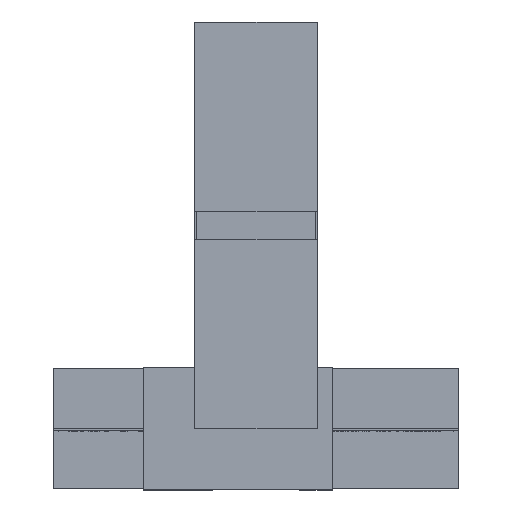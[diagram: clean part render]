
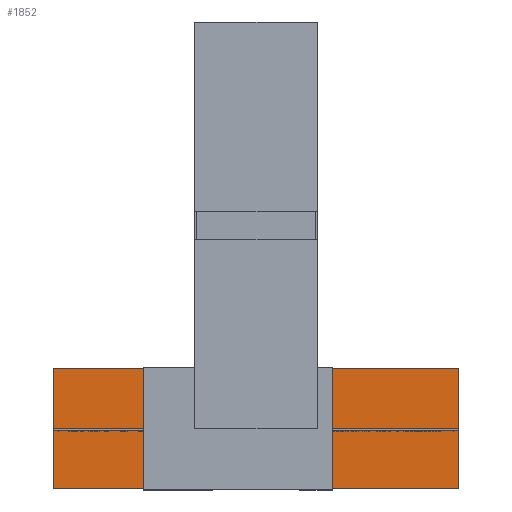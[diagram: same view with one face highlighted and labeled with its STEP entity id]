
A CAD part, top view. The second image highlights one B-rep face of the part: STEP entity #1852.
In plain terms, the highlighted planar face has unit normal (0, 0, 1).
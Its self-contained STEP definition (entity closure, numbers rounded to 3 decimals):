
#1852 = ADVANCED_FACE( '', ( #4854 ), #4855, .T. );
#4854 = FACE_OUTER_BOUND( '', #8148, .T. );
#4855 = PLANE( '', #8149 );
#8148 = EDGE_LOOP( '', ( #21443, #21444, #21445, #21446 ) );
#8149 = AXIS2_PLACEMENT_3D( '', #21447, #21448, #21449 );
#21443 = ORIENTED_EDGE( '', *, *, #25248, .T. );
#21444 = ORIENTED_EDGE( '', *, *, #25250, .T. );
#21445 = ORIENTED_EDGE( '', *, *, #25251, .T. );
#21446 = ORIENTED_EDGE( '', *, *, #25252, .T. );
#21447 = CARTESIAN_POINT( '', ( -99.5, -29.5, 4. ) );
#21448 = DIRECTION( '', ( 0., 0., 1. ) );
#21449 = DIRECTION( '', ( 1., 0., 0. ) );
#25248 = EDGE_CURVE( '', #31545, #31543, #31546, .T. );
#25250 = EDGE_CURVE( '', #31543, #31548, #31549, .T. );
#25251 = EDGE_CURVE( '', #31548, #31550, #31551, .T. );
#25252 = EDGE_CURVE( '', #31550, #31545, #31552, .T. );
#31543 = VERTEX_POINT( '', #44122 );
#31545 = VERTEX_POINT( '', #44125 );
#31546 = LINE( '', #44126, #44127 );
#31548 = VERTEX_POINT( '', #44130 );
#31549 = LINE( '', #44131, #44132 );
#31550 = VERTEX_POINT( '', #44133 );
#31551 = LINE( '', #44134, #44135 );
#31552 = LINE( '', #44136, #44137 );
#44122 = CARTESIAN_POINT( '', ( -99.5, -29.5, 4. ) );
#44125 = CARTESIAN_POINT( '', ( -99.5, 29.5, 4. ) );
#44126 = CARTESIAN_POINT( '', ( -99.5, 29.5, 4. ) );
#44127 = VECTOR( '', #48373, 1000. );
#44130 = CARTESIAN_POINT( '', ( 99.5, -29.5, 4. ) );
#44131 = CARTESIAN_POINT( '', ( -99.5, -29.5, 4. ) );
#44132 = VECTOR( '', #48375, 1000. );
#44133 = CARTESIAN_POINT( '', ( 99.5, 29.5, 4. ) );
#44134 = CARTESIAN_POINT( '', ( 99.5, -29.5, 4. ) );
#44135 = VECTOR( '', #48376, 1000. );
#44136 = CARTESIAN_POINT( '', ( 99.5, 29.5, 4. ) );
#44137 = VECTOR( '', #48377, 1000. );
#48373 = DIRECTION( '', ( 0., -1., 0. ) );
#48375 = DIRECTION( '', ( 1., 0., 0. ) );
#48376 = DIRECTION( '', ( 0., 1., 0. ) );
#48377 = DIRECTION( '', ( -1., 0., 0. ) );
